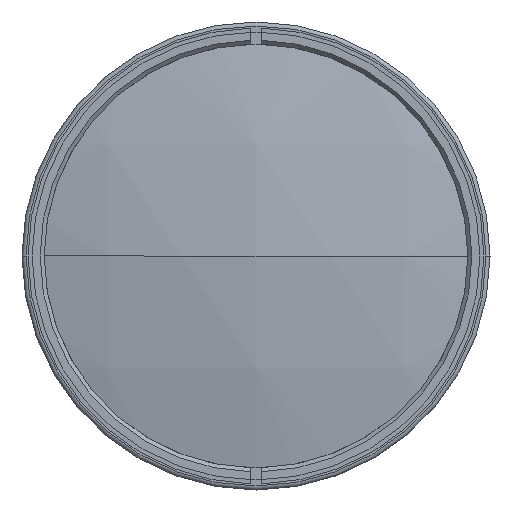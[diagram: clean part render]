
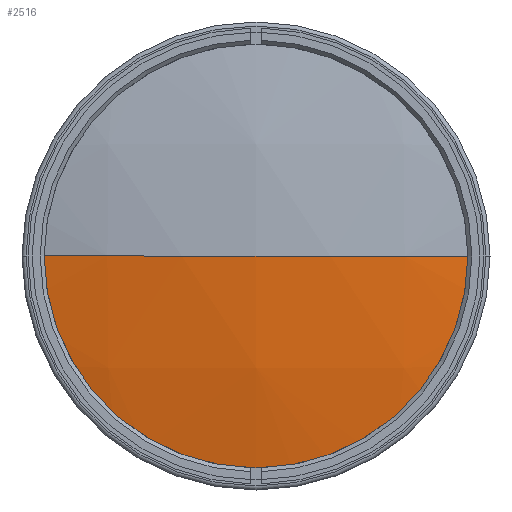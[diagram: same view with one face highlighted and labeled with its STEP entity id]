
A CAD part, left-side view. The second image highlights one B-rep face of the part: STEP entity #2516.
In plain terms, the highlighted spherical face has radius 252 mm.
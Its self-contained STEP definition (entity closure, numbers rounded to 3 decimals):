
#128 = AXIS2_PLACEMENT_3D ( 'NONE', #2554, #2488, #2956 ) ;
#160 = CARTESIAN_POINT ( 'NONE',  ( 19.496, 0., 0. ) ) ;
#380 = DIRECTION ( 'NONE',  ( -1., 0., 0. ) ) ;
#382 = DIRECTION ( 'NONE',  ( 0., 1., 0. ) ) ;
#413 = VERTEX_POINT ( 'NONE', #1966 ) ;
#493 = EDGE_CURVE ( 'NONE', #413, #2813, #932, .T. ) ;
#801 = ORIENTED_EDGE ( 'NONE', *, *, #2674, .F. ) ;
#864 = CARTESIAN_POINT ( 'NONE',  ( -226.429, 0., 0. ) ) ;
#918 = VERTEX_POINT ( 'NONE', #2670 ) ;
#932 = CIRCLE ( 'NONE', #2343, 55. ) ;
#1001 = CIRCLE ( 'NONE', #1884, 252. ) ;
#1111 = SPHERICAL_SURFACE ( 'NONE', #128, 252. ) ;
#1153 = CIRCLE ( 'NONE', #1646, 252. ) ;
#1349 = DIRECTION ( 'NONE',  ( 0., 0., 1. ) ) ;
#1646 = AXIS2_PLACEMENT_3D ( 'NONE', #160, #2482, #382 ) ;
#1698 = ORIENTED_EDGE ( 'NONE', *, *, #2575, .T. ) ;
#1814 = EDGE_LOOP ( 'NONE', ( #2882, #1698, #801 ) ) ;
#1882 = DIRECTION ( 'NONE',  ( 0., 0., 1. ) ) ;
#1884 = AXIS2_PLACEMENT_3D ( 'NONE', #2089, #1882, #2579 ) ;
#1897 = CARTESIAN_POINT ( 'NONE',  ( -226.429, -55., 0. ) ) ;
#1966 = CARTESIAN_POINT ( 'NONE',  ( -226.429, 55., 0. ) ) ;
#2032 = FACE_OUTER_BOUND ( 'NONE', #1814, .T. ) ;
#2089 = CARTESIAN_POINT ( 'NONE',  ( 19.496, 0., 0. ) ) ;
#2343 = AXIS2_PLACEMENT_3D ( 'NONE', #864, #380, #1349 ) ;
#2482 = DIRECTION ( 'NONE',  ( 0., 0., -1. ) ) ;
#2488 = DIRECTION ( 'NONE',  ( 0., 0., -1. ) ) ;
#2516 = ADVANCED_FACE ( 'NONE', ( #2032 ), #1111, .T. ) ;
#2554 = CARTESIAN_POINT ( 'NONE',  ( 19.496, 0., 0. ) ) ;
#2575 = EDGE_CURVE ( 'NONE', #2813, #918, #1153, .T. ) ;
#2579 = DIRECTION ( 'NONE',  ( 0., -1., 0. ) ) ;
#2670 = CARTESIAN_POINT ( 'NONE',  ( -232.504, 0., 0. ) ) ;
#2674 = EDGE_CURVE ( 'NONE', #413, #918, #1001, .T. ) ;
#2813 = VERTEX_POINT ( 'NONE', #1897 ) ;
#2882 = ORIENTED_EDGE ( 'NONE', *, *, #493, .T. ) ;
#2956 = DIRECTION ( 'NONE',  ( 0., 1., 0. ) ) ;
